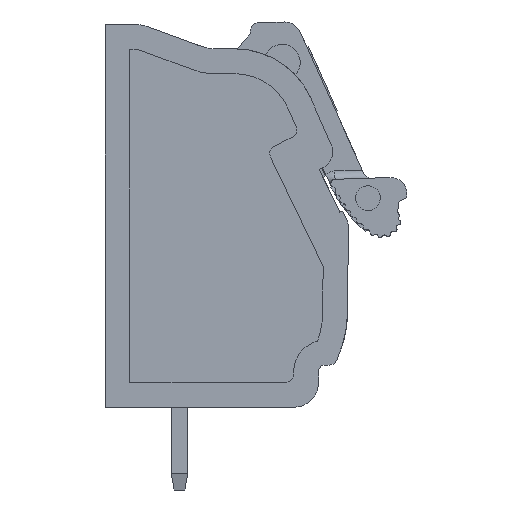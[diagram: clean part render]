
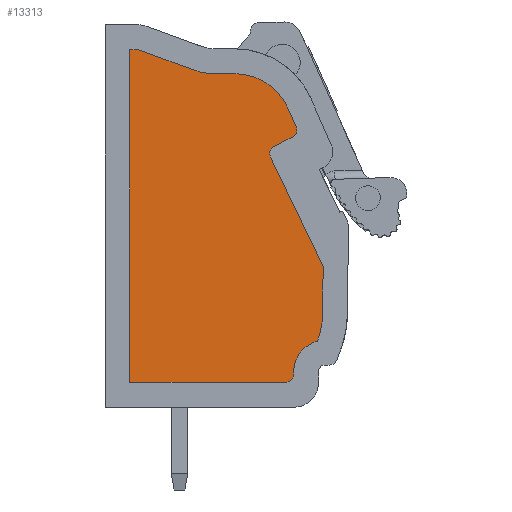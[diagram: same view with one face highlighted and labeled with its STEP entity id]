
A CAD part, left-side view. The second image highlights one B-rep face of the part: STEP entity #13313.
In plain terms, the highlighted planar face has unit normal (-1, 0, 0).
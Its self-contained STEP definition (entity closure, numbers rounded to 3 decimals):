
#343=CIRCLE('',#14164,0.5);
#351=CIRCLE('',#14192,1.9);
#353=CIRCLE('',#14196,0.5);
#355=CIRCLE('',#14203,3.5);
#357=CIRCLE('',#14206,3.5);
#359=CIRCLE('',#14210,3.5);
#361=CIRCLE('',#14214,0.5);
#363=CIRCLE('',#14218,0.5);
#365=CIRCLE('',#14222,5.5);
#1997=ORIENTED_EDGE('',*,*,#5707,.T.);
#1998=ORIENTED_EDGE('',*,*,#5708,.T.);
#1999=ORIENTED_EDGE('',*,*,#5667,.T.);
#2000=ORIENTED_EDGE('',*,*,#5664,.F.);
#2001=ORIENTED_EDGE('',*,*,#5661,.T.);
#2002=ORIENTED_EDGE('',*,*,#5657,.T.);
#2003=ORIENTED_EDGE('',*,*,#5705,.F.);
#2004=ORIENTED_EDGE('',*,*,#5598,.T.);
#2005=ORIENTED_EDGE('',*,*,#5594,.F.);
#2006=ORIENTED_EDGE('',*,*,#5703,.T.);
#2007=ORIENTED_EDGE('',*,*,#5700,.T.);
#2008=ORIENTED_EDGE('',*,*,#5697,.T.);
#2009=ORIENTED_EDGE('',*,*,#5694,.F.);
#2010=ORIENTED_EDGE('',*,*,#5691,.T.);
#2011=ORIENTED_EDGE('',*,*,#5688,.F.);
#2012=ORIENTED_EDGE('',*,*,#5685,.T.);
#2013=ORIENTED_EDGE('',*,*,#5682,.T.);
#2014=ORIENTED_EDGE('',*,*,#5680,.T.);
#2015=ORIENTED_EDGE('',*,*,#5677,.T.);
#2016=ORIENTED_EDGE('',*,*,#5676,.F.);
#2017=ORIENTED_EDGE('',*,*,#5671,.F.);
#5594=EDGE_CURVE('',#7516,#7517,#343,.T.);
#5598=EDGE_CURVE('',#7520,#7517,#8847,.T.);
#5657=EDGE_CURVE('',#7563,#7564,#351,.T.);
#5661=EDGE_CURVE('',#7567,#7563,#8882,.T.);
#5664=EDGE_CURVE('',#7567,#7569,#353,.T.);
#5667=EDGE_CURVE('',#7571,#7569,#8886,.T.);
#5671=EDGE_CURVE('',#7574,#7575,#8890,.T.);
#5676=EDGE_CURVE('',#7575,#7577,#8895,.T.);
#5677=EDGE_CURVE('',#7579,#7577,#8896,.T.);
#5680=EDGE_CURVE('',#7515,#7579,#355,.T.);
#5682=EDGE_CURVE('',#7581,#7515,#357,.T.);
#5685=EDGE_CURVE('',#7583,#7581,#8900,.T.);
#5688=EDGE_CURVE('',#7583,#7585,#359,.T.);
#5691=EDGE_CURVE('',#7587,#7585,#8904,.T.);
#5694=EDGE_CURVE('',#7587,#7589,#361,.T.);
#5697=EDGE_CURVE('',#7591,#7589,#8908,.T.);
#5700=EDGE_CURVE('',#7593,#7591,#363,.T.);
#5703=EDGE_CURVE('',#7516,#7593,#8912,.T.);
#5705=EDGE_CURVE('',#7520,#7564,#365,.T.);
#5707=EDGE_CURVE('',#7574,#7595,#8914,.T.);
#5708=EDGE_CURVE('',#7595,#7571,#8915,.T.);
#7515=VERTEX_POINT('',#20470);
#7516=VERTEX_POINT('',#20474);
#7517=VERTEX_POINT('',#20475);
#7520=VERTEX_POINT('',#20483);
#7563=VERTEX_POINT('',#20641);
#7564=VERTEX_POINT('',#20642);
#7567=VERTEX_POINT('',#20650);
#7569=VERTEX_POINT('',#20656);
#7571=VERTEX_POINT('',#20662);
#7574=VERTEX_POINT('',#20669);
#7575=VERTEX_POINT('',#20671);
#7577=VERTEX_POINT('',#20677);
#7579=VERTEX_POINT('',#20683);
#7581=VERTEX_POINT('',#20692);
#7583=VERTEX_POINT('',#20698);
#7585=VERTEX_POINT('',#20704);
#7587=VERTEX_POINT('',#20710);
#7589=VERTEX_POINT('',#20716);
#7591=VERTEX_POINT('',#20722);
#7593=VERTEX_POINT('',#20728);
#7595=VERTEX_POINT('',#20740);
#8847=LINE('',#20482,#10197);
#8882=LINE('',#20649,#10232);
#8886=LINE('',#20661,#10236);
#8890=LINE('',#20670,#10240);
#8895=LINE('',#20680,#10245);
#8896=LINE('',#20682,#10246);
#8900=LINE('',#20697,#10250);
#8904=LINE('',#20709,#10254);
#8908=LINE('',#20721,#10258);
#8912=LINE('',#20733,#10262);
#8914=LINE('',#20739,#10264);
#8915=LINE('',#20741,#10265);
#10197=VECTOR('',#16100,1000.);
#10232=VECTOR('',#16191,1000.);
#10236=VECTOR('',#16203,1000.);
#10240=VECTOR('',#16209,1000.);
#10245=VECTOR('',#16216,1000.);
#10246=VECTOR('',#16219,1000.);
#10250=VECTOR('',#16237,1000.);
#10254=VECTOR('',#16249,1000.);
#10258=VECTOR('',#16261,1000.);
#10262=VECTOR('',#16273,1000.);
#10264=VECTOR('',#16283,1000.);
#10265=VECTOR('',#16284,1000.);
#11428=EDGE_LOOP('',(#1997,#1998,#1999,#2000,#2001,#2002,#2003,#2004,#2005,
#2006,#2007,#2008,#2009,#2010,#2011,#2012,#2013,#2014,#2015,#2016,#2017));
#12163=FACE_BOUND('',#11428,.T.);
#12816=PLANE('',#14224);
#13313=ADVANCED_FACE('',(#12163),#12816,.F.);
#14164=AXIS2_PLACEMENT_3D('',#20473,#16092,#16093);
#14192=AXIS2_PLACEMENT_3D('',#20640,#16183,#16184);
#14196=AXIS2_PLACEMENT_3D('',#20655,#16196,#16197);
#14203=AXIS2_PLACEMENT_3D('',#20688,#16224,#16225);
#14206=AXIS2_PLACEMENT_3D('',#20691,#16230,#16231);
#14210=AXIS2_PLACEMENT_3D('',#20703,#16242,#16243);
#14214=AXIS2_PLACEMENT_3D('',#20715,#16254,#16255);
#14218=AXIS2_PLACEMENT_3D('',#20727,#16266,#16267);
#14222=AXIS2_PLACEMENT_3D('',#20736,#16277,#16278);
#14224=AXIS2_PLACEMENT_3D('',#20738,#16281,#16282);
#16092=DIRECTION('',(1.,0.,0.));
#16093=DIRECTION('',(0.,1.,0.));
#16100=DIRECTION('',(0.,-0.01,1.));
#16183=DIRECTION('',(1.,0.,0.));
#16184=DIRECTION('',(0.,1.,0.));
#16191=DIRECTION('',(0.,0.,1.));
#16196=DIRECTION('',(1.,0.,0.));
#16197=DIRECTION('',(0.,1.,0.));
#16203=DIRECTION('',(0.,-1.,0.));
#16209=DIRECTION('',(0.,-0.94,-0.342));
#16216=DIRECTION('',(0.,0.,1.));
#16219=DIRECTION('',(0.,0.94,0.342));
#16224=DIRECTION('',(1.,0.,0.));
#16225=DIRECTION('',(0.,1.,0.));
#16230=DIRECTION('',(1.,0.,0.));
#16231=DIRECTION('',(0.,1.,0.));
#16237=DIRECTION('',(0.,1.,0.));
#16242=DIRECTION('',(1.,0.,0.));
#16243=DIRECTION('',(0.,1.,0.));
#16249=DIRECTION('',(0.,0.407,0.914));
#16254=DIRECTION('',(1.,0.,0.));
#16255=DIRECTION('',(0.,1.,0.));
#16261=DIRECTION('',(0.,-0.9,0.435));
#16266=DIRECTION('',(1.,0.,0.));
#16267=DIRECTION('',(0.,1.,0.));
#16273=DIRECTION('',(0.,0.435,0.9));
#16277=DIRECTION('',(1.,0.,0.));
#16278=DIRECTION('',(0.,1.,0.));
#16281=DIRECTION('',(1.,0.,0.));
#16282=DIRECTION('',(0.,0.,1.));
#16283=DIRECTION('',(0.,1.,0.));
#16284=DIRECTION('',(0.,0.,-1.));
#20470=CARTESIAN_POINT('',(-8.788,-5.4,10.802));
#20473=CARTESIAN_POINT('',(-8.788,-11.576,-0.922));
#20474=CARTESIAN_POINT('',(-8.788,-12.026,-0.705));
#20475=CARTESIAN_POINT('',(-8.788,-12.076,-0.927));
#20482=CARTESIAN_POINT('',(-8.788,-12.049,-3.606));
#20483=CARTESIAN_POINT('',(-8.788,-12.049,-3.606));
#20640=CARTESIAN_POINT('',(-8.788,-12.199,-7.2));
#20641=CARTESIAN_POINT('',(-8.788,-10.299,-7.2));
#20642=CARTESIAN_POINT('',(-8.788,-11.744,-5.355));
#20649=CARTESIAN_POINT('',(-8.788,-10.299,-7.35));
#20650=CARTESIAN_POINT('',(-8.788,-10.299,-7.35));
#20655=CARTESIAN_POINT('',(-8.788,-9.799,-7.35));
#20656=CARTESIAN_POINT('',(-8.788,-9.799,-7.85));
#20661=CARTESIAN_POINT('',(-8.788,-0.399,-7.85));
#20662=CARTESIAN_POINT('',(-8.788,-0.399,-7.85));
#20669=CARTESIAN_POINT('',(-8.788,-0.904,12.25));
#20670=CARTESIAN_POINT('',(-8.788,-4.308,11.011));
#20671=CARTESIAN_POINT('',(-8.788,-1.9,11.887));
#20677=CARTESIAN_POINT('',(-8.788,-1.9,11.888));
#20680=CARTESIAN_POINT('',(-8.788,-1.9,12.42));
#20682=CARTESIAN_POINT('',(-8.788,-5.85,10.45));
#20683=CARTESIAN_POINT('',(-8.788,-4.309,11.011));
#20688=CARTESIAN_POINT('',(-8.788,-5.506,14.3));
#20691=CARTESIAN_POINT('',(-8.788,-5.505,14.3));
#20692=CARTESIAN_POINT('',(-8.788,-5.505,10.8));
#20697=CARTESIAN_POINT('',(-8.788,-6.749,10.8));
#20698=CARTESIAN_POINT('',(-8.788,-6.749,10.8));
#20703=CARTESIAN_POINT('',(-8.788,-6.749,7.3));
#20704=CARTESIAN_POINT('',(-8.788,-9.946,8.724));
#20709=CARTESIAN_POINT('',(-8.788,-10.445,7.602));
#20710=CARTESIAN_POINT('',(-8.788,-10.445,7.602));
#20715=CARTESIAN_POINT('',(-8.788,-9.989,7.399));
#20716=CARTESIAN_POINT('',(-8.788,-10.206,6.949));
#20721=CARTESIAN_POINT('',(-8.788,-9.133,6.43));
#20722=CARTESIAN_POINT('',(-8.788,-9.133,6.43));
#20727=CARTESIAN_POINT('',(-8.788,-9.35,5.98));
#20728=CARTESIAN_POINT('',(-8.788,-8.9,5.762));
#20733=CARTESIAN_POINT('',(-8.788,-12.026,-0.705));
#20736=CARTESIAN_POINT('',(-8.788,-6.549,-3.55));
#20738=CARTESIAN_POINT('',(-8.788,-1.5,-1.5));
#20739=CARTESIAN_POINT('',(-8.788,-0.905,12.25));
#20740=CARTESIAN_POINT('',(-8.788,-0.399,12.25));
#20741=CARTESIAN_POINT('',(-8.788,-0.399,12.25));
